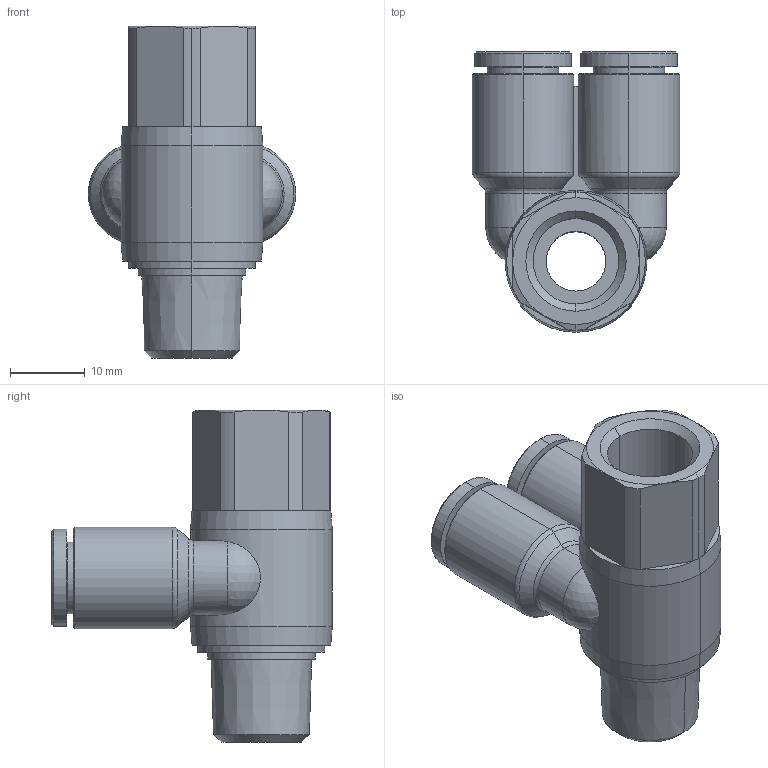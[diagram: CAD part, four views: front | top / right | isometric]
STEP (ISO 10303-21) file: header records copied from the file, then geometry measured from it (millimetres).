
FILE_DESCRIPTION((''),'2;1');
FILE_NAME('GPAF_0802-G02(3D).stp','2012-12-20T09:53:11',(''),(''),'Mechanical Desktop.R8.0.24.0','Mechanical Desktop.R8.0.24.0',', , ');
FILE_SCHEMA(('CONFIG_CONTROL_DESIGN'));
Length unit declared in the file: millimetre
Products named in the file (2): GPAF_0802-G02(3D); 睡ヶ1
Assembly tree (1 placements, depth 2):
  GPAF_0802-G02(3D)
    睡ヶ1
Bounding box: 27.8 x 37.6 x 44.5 mm (x, y, z)
Volume: 11183.3 mm3; surface area: 7093.1 mm2
Topology: 1 solids, 1 shells, 858 faces, 2387 edges, 1574 vertices
Faces by surface type: plane 690, cylinder 58, bspline 58, cone 44, torus 6, sphere 2
Entity records: 28228 total; most frequent: CARTESIAN_POINT 6161, ORIENTED_EDGE 4774, DIRECTION 4237, EDGE_CURVE 2387, VECTOR 2065, LINE 2065, VERTEX_POINT 1574, AXIS2_PLACEMENT_3D 1086
